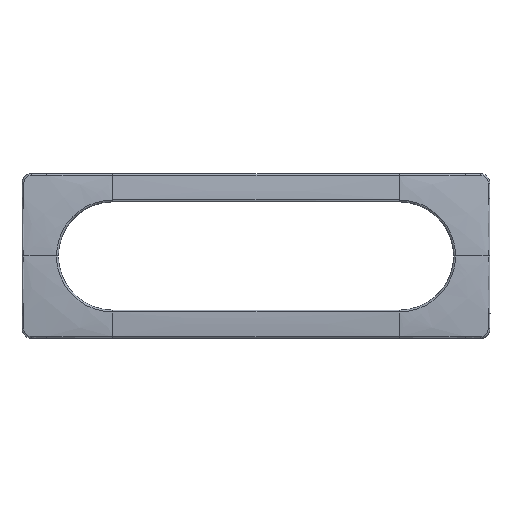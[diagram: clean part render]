
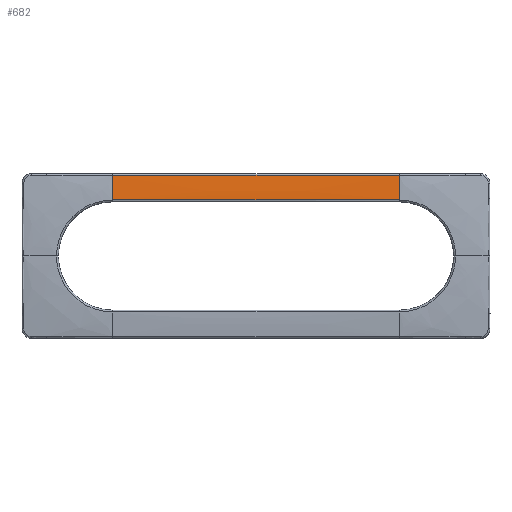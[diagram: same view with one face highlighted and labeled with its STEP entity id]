
A CAD part, top view. The second image highlights one B-rep face of the part: STEP entity #682.
In plain terms, the highlighted face is a extrusion surface.
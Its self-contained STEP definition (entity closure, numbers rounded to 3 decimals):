
#157=CARTESIAN_POINT('Vertex',(0.,27.711,8.694)) ;
#160=CARTESIAN_POINT('Line Origine',(71.,27.711,8.694)) ;
#164=CARTESIAN_POINT('Vertex',(142.,27.711,8.694)) ;
#618=CARTESIAN_POINT('Control Point',(142.,27.711,8.694)) ;
#619=CARTESIAN_POINT('Control Point',(142.,28.157,8.688)) ;
#620=CARTESIAN_POINT('Control Point',(142.,28.604,8.679)) ;
#621=CARTESIAN_POINT('Control Point',(142.,29.05,8.667)) ;
#622=CARTESIAN_POINT('Control Point',(142.,29.951,8.636)) ;
#623=CARTESIAN_POINT('Control Point',(142.,30.854,8.594)) ;
#624=CARTESIAN_POINT('Control Point',(142.,31.304,8.57)) ;
#625=CARTESIAN_POINT('Control Point',(142.,33.293,8.456)) ;
#626=CARTESIAN_POINT('Control Point',(142.,35.281,8.299)) ;
#627=CARTESIAN_POINT('Control Point',(142.,36.805,8.16)) ;
#628=CARTESIAN_POINT('Control Point',(142.,38.35,8.001)) ;
#629=CARTESIAN_POINT('Control Point',(142.,39.891,7.827)) ;
#634=CARTESIAN_POINT('Control Point',(0.,27.711,8.694)) ;
#635=CARTESIAN_POINT('Control Point',(0.,28.143,8.688)) ;
#636=CARTESIAN_POINT('Control Point',(0.,28.583,8.679)) ;
#637=CARTESIAN_POINT('Control Point',(0.,29.03,8.667)) ;
#638=CARTESIAN_POINT('Control Point',(0.,29.947,8.636)) ;
#639=CARTESIAN_POINT('Control Point',(0.,30.89,8.592)) ;
#640=CARTESIAN_POINT('Control Point',(0.,31.363,8.567)) ;
#641=CARTESIAN_POINT('Control Point',(0.,32.772,8.485)) ;
#642=CARTESIAN_POINT('Control Point',(0.,34.163,8.383)) ;
#643=CARTESIAN_POINT('Control Point',(0.,35.055,8.31)) ;
#644=CARTESIAN_POINT('Control Point',(0.,36.53,8.179)) ;
#645=CARTESIAN_POINT('Control Point',(0.,38.008,8.032)) ;
#646=CARTESIAN_POINT('Control Point',(0.,38.634,7.966)) ;
#647=CARTESIAN_POINT('Control Point',(0.,39.263,7.898)) ;
#648=CARTESIAN_POINT('Control Point',(0.,39.891,7.827)) ;
#649=CARTESIAN_POINT('Vertex',(0.,39.891,7.827)) ;
#652=CARTESIAN_POINT('Line Origine',(63.493,39.891,7.827)) ;
#656=CARTESIAN_POINT('Vertex',(142.,39.891,7.827)) ;
#660=CARTESIAN_POINT('Control Point',(142.,27.711,8.694)) ;
#661=CARTESIAN_POINT('Control Point',(142.,28.016,8.69)) ;
#662=CARTESIAN_POINT('Control Point',(142.,28.321,8.684)) ;
#663=CARTESIAN_POINT('Control Point',(142.,28.626,8.677)) ;
#664=CARTESIAN_POINT('Control Point',(142.,29.238,8.66)) ;
#665=CARTESIAN_POINT('Control Point',(142.,29.853,8.638)) ;
#666=CARTESIAN_POINT('Control Point',(142.,30.162,8.625)) ;
#667=CARTESIAN_POINT('Control Point',(142.,31.087,8.583)) ;
#668=CARTESIAN_POINT('Control Point',(142.,32.005,8.531)) ;
#669=CARTESIAN_POINT('Control Point',(142.,32.611,8.492)) ;
#670=CARTESIAN_POINT('Control Point',(142.,34.434,8.365)) ;
#671=CARTESIAN_POINT('Control Point',(142.,36.249,8.208)) ;
#672=CARTESIAN_POINT('Control Point',(142.,37.459,8.092)) ;
#673=CARTESIAN_POINT('Control Point',(142.,38.676,7.964)) ;
#674=CARTESIAN_POINT('Control Point',(142.,39.891,7.827)) ;
#161=DIRECTION('Vector Direction',(1.,0.,0.)) ;
#630=DIRECTION('Vector Direction',(-1.,0.,0.)) ;
#653=DIRECTION('Vector Direction',(-1.,0.,0.)) ;
#162=VECTOR('Line Direction',#161,1.) ;
#631=VECTOR('Extrusion Surface Vector',#630,1.) ;
#654=VECTOR('Line Direction',#653,1.) ;
#677=ORIENTED_EDGE('',*,*,#166,.T.) ;
#678=ORIENTED_EDGE('',*,*,#651,.T.) ;
#679=ORIENTED_EDGE('',*,*,#658,.F.) ;
#680=ORIENTED_EDGE('',*,*,#675,.F.) ;
#682=ADVANCED_FACE('Surface.1',(#681),#632,.F.) ;
#617=B_SPLINE_CURVE_WITH_KNOTS('',5,(#618,#619,#620,#621,#622,#623,#624,#625,#626,#627,#628,#629),.UNSPECIFIED.,.F.,.U.,(6,3,3,6),(7.708,10.863,14.018,24.957),.UNSPECIFIED.) ;
#633=B_SPLINE_CURVE_WITH_KNOTS('',5,(#634,#635,#636,#637,#638,#639,#640,#641,#642,#643,#644,#645,#646,#647,#648),.UNSPECIFIED.,.F.,.U.,(6,3,3,3,6),(1.576,5.272,8.968,16.361,21.824),.UNSPECIFIED.) ;
#659=B_SPLINE_CURVE_WITH_KNOTS('',5,(#660,#661,#662,#663,#664,#665,#666,#667,#668,#669,#670,#671,#672,#673,#674),.UNSPECIFIED.,.F.,.U.,(6,3,3,3,6),(7.708,9.864,12.02,16.332,24.957),.UNSPECIFIED.) ;
#166=EDGE_CURVE('',#165,#158,#163,.F.) ;
#651=EDGE_CURVE('',#158,#650,#633,.T.) ;
#658=EDGE_CURVE('',#657,#650,#655,.T.) ;
#675=EDGE_CURVE('',#165,#657,#659,.T.) ;
#676=EDGE_LOOP('',(#677,#678,#679,#680)) ;
#681=FACE_OUTER_BOUND('',#676,.T.) ;
#163=LINE('Line',#160,#162) ;
#655=LINE('Line',#652,#654) ;
#632=SURFACE_OF_LINEAR_EXTRUSION('generated tabulated cylinder',#617,#631) ;
#158=VERTEX_POINT('',#157) ;
#165=VERTEX_POINT('',#164) ;
#650=VERTEX_POINT('',#649) ;
#657=VERTEX_POINT('',#656) ;
